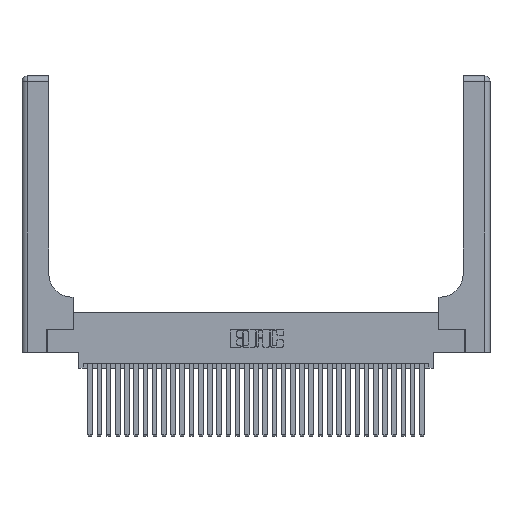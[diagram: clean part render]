
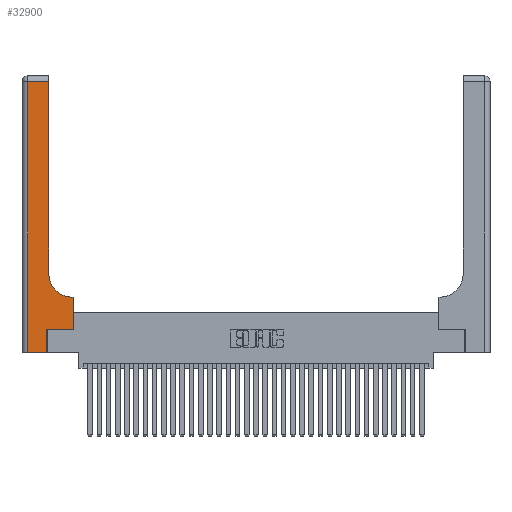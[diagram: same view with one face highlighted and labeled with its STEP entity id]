
A CAD part, top view. The second image highlights one B-rep face of the part: STEP entity #32900.
In plain terms, the highlighted planar face has unit normal (0, 0, 1).
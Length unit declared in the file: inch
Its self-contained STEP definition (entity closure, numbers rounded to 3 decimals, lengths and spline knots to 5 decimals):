
#80 = CARTESIAN_POINT ( 'NONE',  ( 0.269, 0.25, 0.37 ) ) ;
#124 = ORIENTED_EDGE ( 'NONE', *, *, #21239, .T. ) ;
#639 = VECTOR ( 'NONE', #7648, 39.37008 ) ;
#957 = ORIENTED_EDGE ( 'NONE', *, *, #25752, .T. ) ;
#1196 = CIRCLE ( 'NONE', #16232, 0.25 ) ;
#3226 = EDGE_CURVE ( 'NONE', #25798, #7946, #15433, .T. ) ;
#3305 = VECTOR ( 'NONE', #9154, 39.37008 ) ;
#3311 = ORIENTED_EDGE ( 'NONE', *, *, #8831, .T. ) ;
#3493 = VERTEX_POINT ( 'NONE', #13962 ) ;
#3626 = EDGE_CURVE ( 'NONE', #28653, #5012, #24819, .T. ) ;
#3790 = CARTESIAN_POINT ( 'NONE',  ( 0.06, 3., 0.37 ) ) ;
#4428 = ORIENTED_EDGE ( 'NONE', *, *, #31370, .T. ) ;
#5012 = VERTEX_POINT ( 'NONE', #6120 ) ;
#5160 = VERTEX_POINT ( 'NONE', #9273 ) ;
#6120 = CARTESIAN_POINT ( 'NONE',  ( 0.06, 0., 0.37 ) ) ;
#6851 = CARTESIAN_POINT ( 'NONE',  ( 0., 3., 0.37 ) ) ;
#7436 = VECTOR ( 'NONE', #23958, 39.37008 ) ;
#7648 = DIRECTION ( 'NONE',  ( 0., 1., 0. ) ) ;
#7946 = VERTEX_POINT ( 'NONE', #34022 ) ;
#8547 = EDGE_LOOP ( 'NONE', ( #23640, #4428, #12669, #33796, #3311, #31562, #957, #24574, #124 ) ) ;
#8831 = EDGE_CURVE ( 'NONE', #26033, #25798, #16604, .T. ) ;
#9154 = DIRECTION ( 'NONE',  ( 0., -1., 0. ) ) ;
#9273 = CARTESIAN_POINT ( 'NONE',  ( 0.5585, 0.6, 0.37 ) ) ;
#9544 = DIRECTION ( 'NONE',  ( -1., 0., 0. ) ) ;
#10120 = VERTEX_POINT ( 'NONE', #20334 ) ;
#10617 = EDGE_CURVE ( 'NONE', #31495, #10120, #25031, .T. ) ;
#12151 = DIRECTION ( 'NONE',  ( 0., 1., 0. ) ) ;
#12164 = EDGE_CURVE ( 'NONE', #5012, #26033, #27251, .T. ) ;
#12669 = ORIENTED_EDGE ( 'NONE', *, *, #3626, .T. ) ;
#12787 = LINE ( 'NONE', #26858, #18304 ) ;
#13806 = DIRECTION ( 'NONE',  ( -1., 0., 0. ) ) ;
#13962 = CARTESIAN_POINT ( 'NONE',  ( 0.5415, 0.6, 0.37 ) ) ;
#14585 = CARTESIAN_POINT ( 'NONE',  ( 0.269, 0., 0.37 ) ) ;
#14997 = DIRECTION ( 'NONE',  ( 0., 0., -1. ) ) ;
#15433 = LINE ( 'NONE', #18492, #7436 ) ;
#16168 = DIRECTION ( 'NONE',  ( 0., 1., 0. ) ) ;
#16232 = AXIS2_PLACEMENT_3D ( 'NONE', #31240, #14997, #33915 ) ;
#16604 = LINE ( 'NONE', #21116, #639 ) ;
#17183 = VECTOR ( 'NONE', #13806, 39.37008 ) ;
#18304 = VECTOR ( 'NONE', #16168, 39.37008 ) ;
#18492 = CARTESIAN_POINT ( 'NONE',  ( 0.269, 0.25, 0.37 ) ) ;
#20334 = CARTESIAN_POINT ( 'NONE',  ( 0.2915, 2.94, 0.37 ) ) ;
#21116 = CARTESIAN_POINT ( 'NONE',  ( 0.269, 0., 0.37 ) ) ;
#21239 = EDGE_CURVE ( 'NONE', #3493, #31495, #1196, .T. ) ;
#22897 = PLANE ( 'NONE',  #25373 ) ;
#23640 = ORIENTED_EDGE ( 'NONE', *, *, #10617, .T. ) ;
#23958 = DIRECTION ( 'NONE',  ( 1., 0., 0. ) ) ;
#24574 = ORIENTED_EDGE ( 'NONE', *, *, #33087, .T. ) ;
#24619 = CARTESIAN_POINT ( 'NONE',  ( 0.2915, 0.6, 0.37 ) ) ;
#24656 = DIRECTION ( 'NONE',  ( -1., 0., 0. ) ) ;
#24819 = LINE ( 'NONE', #3790, #3305 ) ;
#25031 = LINE ( 'NONE', #25667, #32197 ) ;
#25373 = AXIS2_PLACEMENT_3D ( 'NONE', #6851, #25770, #9544 ) ;
#25667 = CARTESIAN_POINT ( 'NONE',  ( 0.2915, 3., 0.37 ) ) ;
#25752 = EDGE_CURVE ( 'NONE', #7946, #5160, #12787, .T. ) ;
#25770 = DIRECTION ( 'NONE',  ( 0., 0., -1. ) ) ;
#25798 = VERTEX_POINT ( 'NONE', #80 ) ;
#26033 = VERTEX_POINT ( 'NONE', #14585 ) ;
#26057 = CARTESIAN_POINT ( 'NONE',  ( 0., 0., 0.37 ) ) ;
#26169 = DIRECTION ( 'NONE',  ( 1., 0., 0. ) ) ;
#26858 = CARTESIAN_POINT ( 'NONE',  ( 0.5585, 0.25, 0.37 ) ) ;
#27251 = LINE ( 'NONE', #26057, #34366 ) ;
#27261 = CARTESIAN_POINT ( 'NONE',  ( 0., 2.94, 0.37 ) ) ;
#28336 = LINE ( 'NONE', #27261, #34598 ) ;
#28653 = VERTEX_POINT ( 'NONE', #29063 ) ;
#29063 = CARTESIAN_POINT ( 'NONE',  ( 0.06, 2.94, 0.37 ) ) ;
#29464 = FACE_OUTER_BOUND ( 'NONE', #8547, .T. ) ;
#30423 = CARTESIAN_POINT ( 'NONE',  ( 0.2915, 0.85, 0.37 ) ) ;
#31240 = CARTESIAN_POINT ( 'NONE',  ( 0.5415, 0.85, 0.37 ) ) ;
#31370 = EDGE_CURVE ( 'NONE', #10120, #28653, #28336, .T. ) ;
#31495 = VERTEX_POINT ( 'NONE', #30423 ) ;
#31562 = ORIENTED_EDGE ( 'NONE', *, *, #3226, .T. ) ;
#32197 = VECTOR ( 'NONE', #12151, 39.37008 ) ;
#32410 = LINE ( 'NONE', #24619, #17183 ) ;
#32900 = ADVANCED_FACE ( 'NONE', ( #29464 ), #22897, .F. ) ;
#33087 = EDGE_CURVE ( 'NONE', #5160, #3493, #32410, .T. ) ;
#33796 = ORIENTED_EDGE ( 'NONE', *, *, #12164, .T. ) ;
#33915 = DIRECTION ( 'NONE',  ( 1., 0., 0. ) ) ;
#34022 = CARTESIAN_POINT ( 'NONE',  ( 0.5585, 0.25, 0.37 ) ) ;
#34366 = VECTOR ( 'NONE', #26169, 39.37008 ) ;
#34598 = VECTOR ( 'NONE', #24656, 39.37008 ) ;
